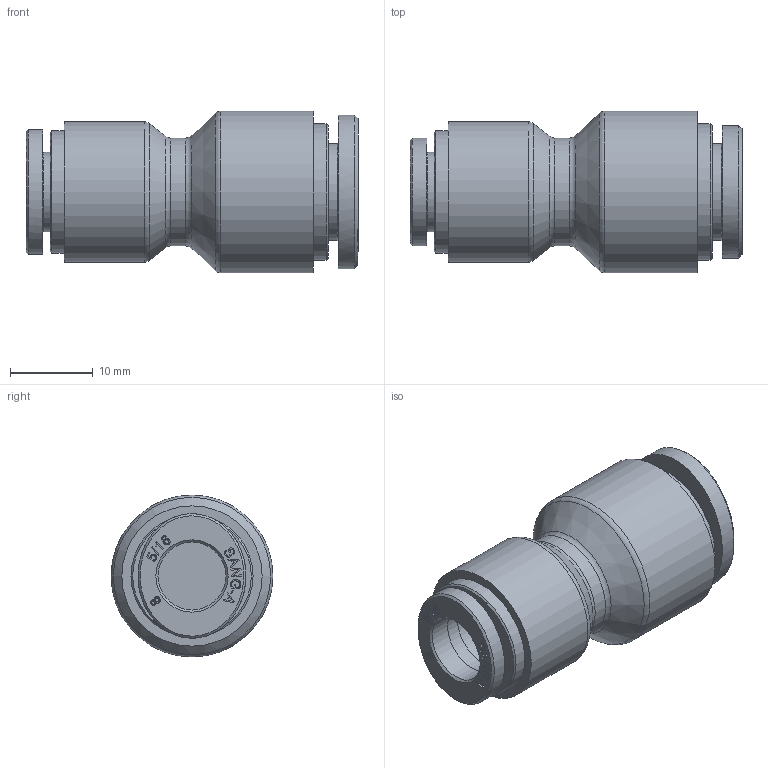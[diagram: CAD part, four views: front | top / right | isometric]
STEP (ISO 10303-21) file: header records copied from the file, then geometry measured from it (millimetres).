
FILE_DESCRIPTION((''),'2;1');
FILE_NAME('HR-PG 1008.stp','2020-03-19T16:43:43',('user'),(''),'Autodesk Inventor 2013','Autodesk Inventor 2013','');
FILE_SCHEMA(('AUTOMOTIVE_DESIGN { 1 0 10303 214 1 1 1 1 }'));
Length unit declared in the file: millimetre
Products named in the file (8): 조립품24; HR-PG 1008 BODY; HR-COLLAR 08; HR-Collar 08L(SUS); HR-SLEEVE 08; HR-COLLAR 10; HR-Collar 10L(SUS); HR-SLEEVE 10
Assembly tree (7 placements, depth 3):
  조립품24
    HR-PG 1008 BODY
    HR-COLLAR 08
      HR-Collar 08L(SUS)
      HR-SLEEVE 08
    HR-COLLAR 10
      HR-Collar 10L(SUS)
      HR-SLEEVE 10
Bounding box: 40 x 19.5 x 19.5 mm (x, y, z)
Volume: 6349.3 mm3; surface area: 4782.5 mm2
Topology: 5 solids, 5 shells, 288 faces, 729 edges, 482 vertices
Faces by surface type: plane 151, bspline 112, cylinder 12, cone 9, torus 4
Full cylindrical faces by diameter (mm): 8.2 x3, 9.6 x1, 10.15 x1, 10.2 x1, 11.7 x1, 13 x1, 14.7 x1, 16.5 x1, 16.9 x1, 19.5 x1
Entity records: 9439 total; most frequent: CARTESIAN_POINT 3125, ORIENTED_EDGE 1396, DIRECTION 898, EDGE_CURVE 698, VERTEX_POINT 478, VECTOR 440, LINE 440, EDGE_LOOP 354
